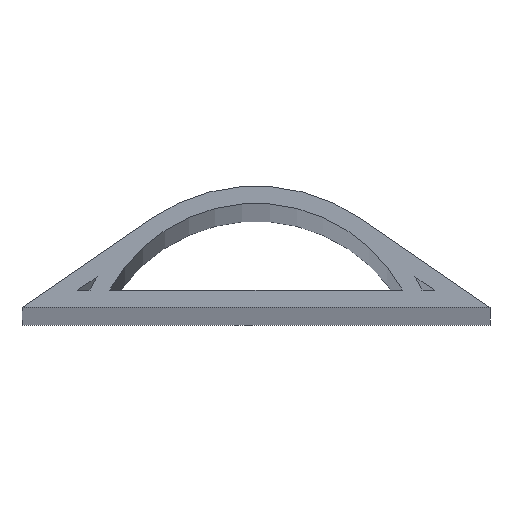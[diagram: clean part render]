
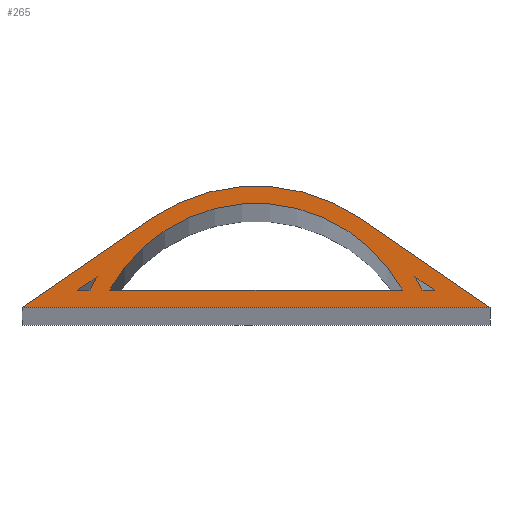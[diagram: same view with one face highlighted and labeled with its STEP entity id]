
A CAD part, top view. The second image highlights one B-rep face of the part: STEP entity #265.
In plain terms, the highlighted planar face has unit normal (0, 0, 1).
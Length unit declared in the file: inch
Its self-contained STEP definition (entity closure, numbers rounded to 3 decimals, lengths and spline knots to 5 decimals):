
#19=FACE_BOUND('',#40,.T.);
#20=FACE_BOUND('',#41,.T.);
#21=FACE_BOUND('',#42,.T.);
#25=FACE_OUTER_BOUND('',#39,.T.);
#39=EDGE_LOOP('',(#183,#184,#185,#186));
#40=EDGE_LOOP('',(#187,#188,#189));
#41=EDGE_LOOP('',(#190,#191,#192));
#42=EDGE_LOOP('',(#193,#194));
#59=LINE('',#401,#87);
#60=LINE('',#403,#88);
#61=LINE('',#404,#89);
#62=LINE('',#409,#90);
#63=LINE('',#410,#91);
#64=LINE('',#413,#92);
#65=LINE('',#415,#93);
#66=LINE('',#419,#94);
#87=VECTOR('',#327,39.37008);
#88=VECTOR('',#328,39.37008);
#89=VECTOR('',#329,39.37008);
#90=VECTOR('',#332,39.37008);
#91=VECTOR('',#333,39.37008);
#92=VECTOR('',#334,39.37008);
#93=VECTOR('',#335,39.37008);
#94=VECTOR('',#338,39.37008);
#115=CIRCLE('',#300,1.06429);
#116=CIRCLE('',#301,1.06429);
#117=CIRCLE('',#302,1.06429);
#118=CIRCLE('',#303,0.96429);
#123=VERTEX_POINT('',#397);
#124=VERTEX_POINT('',#398);
#125=VERTEX_POINT('',#400);
#126=VERTEX_POINT('',#402);
#127=VERTEX_POINT('',#405);
#128=VERTEX_POINT('',#406);
#129=VERTEX_POINT('',#408);
#130=VERTEX_POINT('',#411);
#131=VERTEX_POINT('',#412);
#132=VERTEX_POINT('',#414);
#133=VERTEX_POINT('',#417);
#134=VERTEX_POINT('',#418);
#147=EDGE_CURVE('',#123,#124,#115,.T.);
#148=EDGE_CURVE('',#124,#125,#59,.T.);
#149=EDGE_CURVE('',#125,#126,#60,.T.);
#150=EDGE_CURVE('',#126,#123,#61,.T.);
#151=EDGE_CURVE('',#127,#128,#116,.T.);
#152=EDGE_CURVE('',#129,#127,#62,.T.);
#153=EDGE_CURVE('',#128,#129,#63,.T.);
#154=EDGE_CURVE('',#130,#131,#64,.T.);
#155=EDGE_CURVE('',#132,#130,#65,.T.);
#156=EDGE_CURVE('',#131,#132,#117,.T.);
#157=EDGE_CURVE('',#133,#134,#66,.T.);
#158=EDGE_CURVE('',#134,#133,#118,.T.);
#183=ORIENTED_EDGE('',*,*,#147,.T.);
#184=ORIENTED_EDGE('',*,*,#148,.T.);
#185=ORIENTED_EDGE('',*,*,#149,.T.);
#186=ORIENTED_EDGE('',*,*,#150,.T.);
#187=ORIENTED_EDGE('',*,*,#151,.F.);
#188=ORIENTED_EDGE('',*,*,#152,.F.);
#189=ORIENTED_EDGE('',*,*,#153,.F.);
#190=ORIENTED_EDGE('',*,*,#154,.F.);
#191=ORIENTED_EDGE('',*,*,#155,.F.);
#192=ORIENTED_EDGE('',*,*,#156,.F.);
#193=ORIENTED_EDGE('',*,*,#157,.F.);
#194=ORIENTED_EDGE('',*,*,#158,.F.);
#255=PLANE('',#299);
#265=ADVANCED_FACE('',(#25,#19,#20,#21),#255,.T.);
#299=AXIS2_PLACEMENT_3D('',#396,#323,#324);
#300=AXIS2_PLACEMENT_3D('',#399,#325,#326);
#301=AXIS2_PLACEMENT_3D('',#407,#330,#331);
#302=AXIS2_PLACEMENT_3D('',#416,#336,#337);
#303=AXIS2_PLACEMENT_3D('',#420,#339,#340);
#323=DIRECTION('center_axis',(0.,0.,1.));
#324=DIRECTION('ref_axis',(1.,0.,0.));
#325=DIRECTION('center_axis',(0.,0.,1.));
#326=DIRECTION('ref_axis',(1.,0.,0.));
#327=DIRECTION('',(-0.824,-0.566,0.));
#328=DIRECTION('',(1.,0.,0.));
#329=DIRECTION('',(-0.824,0.566,0.));
#330=DIRECTION('center_axis',(0.,0.,-1.));
#331=DIRECTION('ref_axis',(1.,0.,0.));
#332=DIRECTION('',(1.,0.,0.));
#333=DIRECTION('',(-0.824,-0.566,0.));
#334=DIRECTION('',(-0.824,0.566,0.));
#335=DIRECTION('',(1.,0.,0.));
#336=DIRECTION('center_axis',(0.,0.,-1.));
#337=DIRECTION('ref_axis',(1.,0.,0.));
#338=DIRECTION('',(1.,0.,0.));
#339=DIRECTION('center_axis',(0.,0.,1.));
#340=DIRECTION('ref_axis',(1.,0.,0.));
#396=CARTESIAN_POINT('Origin',(1.35,-0.36429,59.));
#397=CARTESIAN_POINT('',(1.95226,0.51321,59.));
#398=CARTESIAN_POINT('',(0.74774,0.51321,59.));
#399=CARTESIAN_POINT('Origin',(1.35,-0.36429,59.));
#400=CARTESIAN_POINT('',(0.,0.,59.));
#401=CARTESIAN_POINT('',(0.74774,0.51321,59.));
#402=CARTESIAN_POINT('',(2.7,0.,59.));
#403=CARTESIAN_POINT('',(0.,0.,59.));
#404=CARTESIAN_POINT('',(1.95226,0.51321,59.));
#405=CARTESIAN_POINT('',(0.39232,0.1,59.));
#406=CARTESIAN_POINT('',(0.43298,0.17589,59.));
#407=CARTESIAN_POINT('Origin',(1.35,-0.36429,59.));
#408=CARTESIAN_POINT('',(0.32242,0.1,59.));
#409=CARTESIAN_POINT('',(0.32242,0.1,59.));
#410=CARTESIAN_POINT('',(0.43298,0.17589,59.));
#411=CARTESIAN_POINT('',(2.37758,0.1,59.));
#412=CARTESIAN_POINT('',(2.26702,0.17589,59.));
#413=CARTESIAN_POINT('',(2.26702,0.17589,59.));
#414=CARTESIAN_POINT('',(2.30768,0.1,59.));
#415=CARTESIAN_POINT('',(2.30768,0.1,59.));
#416=CARTESIAN_POINT('Origin',(1.35,-0.36429,59.));
#417=CARTESIAN_POINT('',(0.50485,0.1,59.));
#418=CARTESIAN_POINT('',(2.19515,0.1,59.));
#419=CARTESIAN_POINT('',(0.50485,0.1,59.));
#420=CARTESIAN_POINT('Origin',(1.35,-0.36429,59.));
